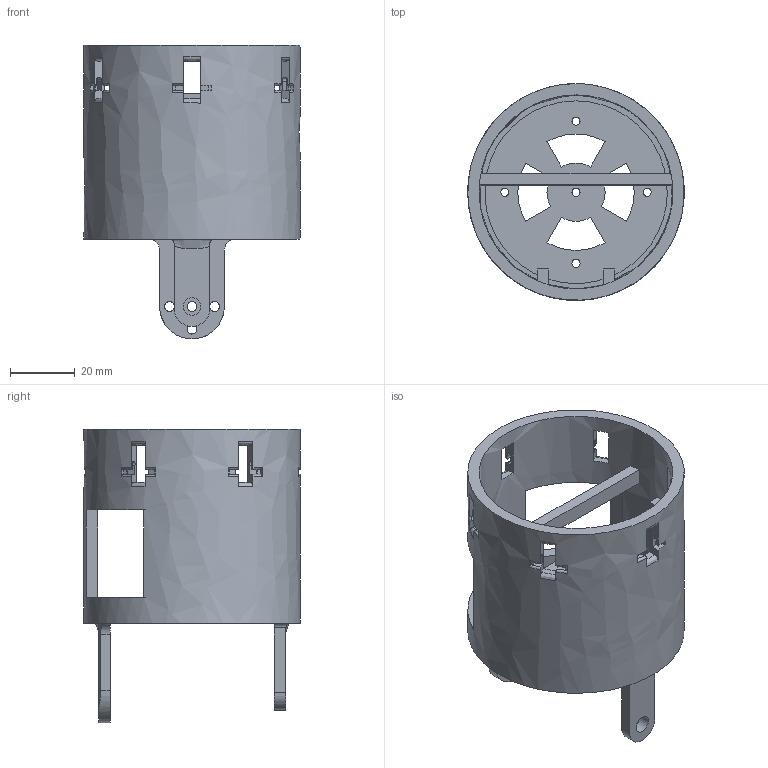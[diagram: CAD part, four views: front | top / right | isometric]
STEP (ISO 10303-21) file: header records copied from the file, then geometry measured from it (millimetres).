
FILE_DESCRIPTION(/* description */ (''),/* implementation_level */ '2;1');
FILE_NAME(/* name */ 'Newhead.step',/* time_stamp */ '2018-03-30T22:56:50+05:00',/* author */ ('imsenthur'),/* organization */ (''),/* preprocessor_version */ 'ST-DEVELOPER v16.13',/* originating_system */ 'Autodesk Translation Framework v6.5.0.72',/* authorisation */ '');
FILE_SCHEMA (('AUTOMOTIVE_DESIGN { 1 0 10303 214 3 1 1 }'));
Length unit declared in the file: millimetre
Products named in the file (3): headdd; Tail v1; UpperBracket v1
Assembly tree (2 placements, depth 2):
  headdd
    Tail v1
    UpperBracket v1
Bounding box: 66.94 x 66.98 x 90.87 mm (x, y, z)
Volume: 49026.3 mm3; surface area: 34354.1 mm2
Topology: 2 solids, 2 shells, 246 faces, 734 edges, 489 vertices
Faces by surface type: plane 168, bspline 39, cylinder 39
Full cylindrical faces by diameter (mm): 2.5 x5, 3 x5, 5.4 x1, 60 x1
Entity records: 10603 total; most frequent: CARTESIAN_POINT 4063, ORIENTED_EDGE 1464, DIRECTION 1162, EDGE_CURVE 732, VERTEX_POINT 489, LINE 422, VECTOR 422, AXIS2_PLACEMENT_3D 370
